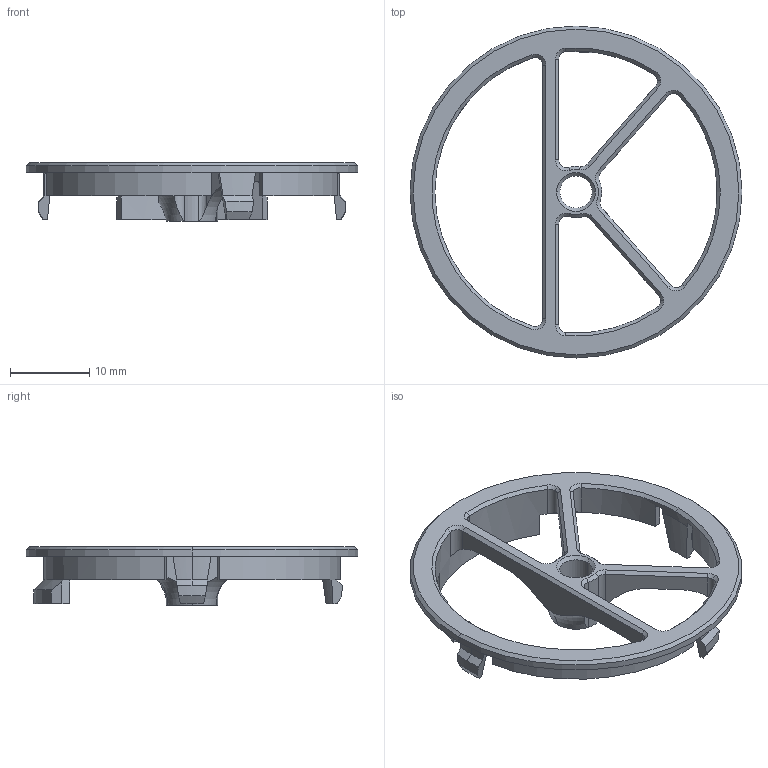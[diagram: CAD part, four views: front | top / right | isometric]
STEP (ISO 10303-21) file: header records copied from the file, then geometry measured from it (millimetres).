
FILE_DESCRIPTION (( 'STEP AP214' ), '1' );
FILE_NAME ('ExhaustVent.STEP', '2022-01-11T02:58:21', ( '' ), ( '' ), 'SwSTEP 2.0', 'SolidWorks 2021', '' );
FILE_SCHEMA (( 'AUTOMOTIVE_DESIGN' ));
Length unit declared in the file: millimetre
Products named in the file (1): ExhaustVent
Bounding box: 42 x 42 x 7.4 mm (x, y, z)
Volume: 1384.6 mm3; surface area: 2749.6 mm2
Topology: 1 solids, 1 shells, 138 faces, 363 edges, 225 vertices
Faces by surface type: plane 46, cone 43, cylinder 41, torus 8
Entity records: 4568 total; most frequent: CARTESIAN_POINT 1164, ORIENTED_EDGE 726, DIRECTION 713, EDGE_CURVE 363, AXIS2_PLACEMENT_3D 281, VERTEX_POINT 225, VECTOR 151, LINE 151
